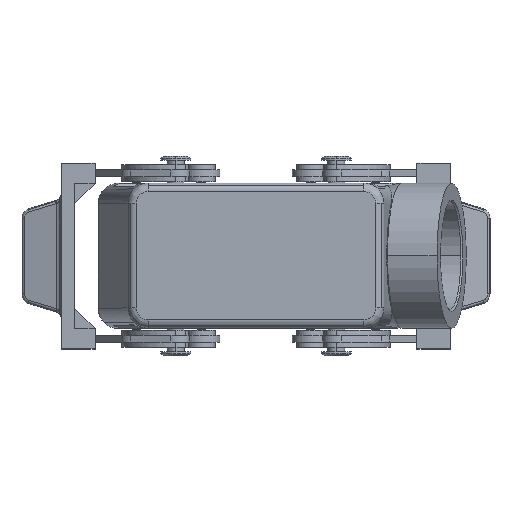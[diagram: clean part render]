
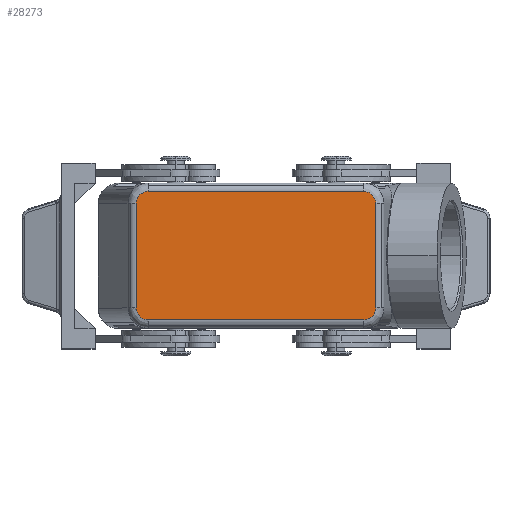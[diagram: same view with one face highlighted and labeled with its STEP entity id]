
A CAD part, top view. The second image highlights one B-rep face of the part: STEP entity #28273.
In plain terms, the highlighted planar face has unit normal (0, 0, 1).
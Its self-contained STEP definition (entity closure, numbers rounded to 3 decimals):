
#1744=CARTESIAN_POINT('',(-35.448,-15.5,76.0));
#1745=VERTEX_POINT('',#1744);
#1753=CARTESIAN_POINT('',(-35.448,15.5,76.0));
#1754=VERTEX_POINT('',#1753);
#1755=CARTESIAN_POINT('',(-35.448,-15.5,76.0));
#1756=DIRECTION('',(0.0,1.0,0.0));
#1757=VECTOR('',#1756,31.);
#1758=LINE('',#1755,#1757);
#1759=EDGE_CURVE('',#1745,#1754,#1758,.T.);
#28136=CARTESIAN_POINT('',(31.88,19.0,76.0));
#28137=VERTEX_POINT('',#28136);
#28145=CARTESIAN_POINT('',(35.448,15.5,76.0));
#28146=VERTEX_POINT('',#28145);
#28147=CARTESIAN_POINT('',(31.88,15.5,76.0));
#28148=DIRECTION('',(0.0,0.0,-1.0));
#28149=DIRECTION('',(1.0,0.0,0.0));
#28150=AXIS2_PLACEMENT_3D('',#28147,#28148,#28149);
#28151=ELLIPSE('',#28150,3.569,3.5);
#28152=EDGE_CURVE('',#28137,#28146,#28151,.T.);
#28206=CARTESIAN_POINT('',(35.448,-15.5,76.0));
#28207=VERTEX_POINT('',#28206);
#28208=CARTESIAN_POINT('',(35.448,15.5,76.0));
#28209=DIRECTION('',(0.0,-1.0,0.0));
#28210=VECTOR('',#28209,31.);
#28211=LINE('',#28208,#28210);
#28212=EDGE_CURVE('',#28146,#28207,#28211,.T.);
#28224=CARTESIAN_POINT('',(37.5,0.0,76.0));
#28225=DIRECTION('',(0.0,0.0,1.0));
#28226=DIRECTION('',(1.0,0.0,0.0));
#28227=AXIS2_PLACEMENT_3D('',#28224,#28225,#28226);
#28228=PLANE('',#28227);
#28229=ORIENTED_EDGE('',*,*,#28152,.F.);
#28230=CARTESIAN_POINT('',(-31.88,19.0,76.0));
#28231=VERTEX_POINT('',#28230);
#28232=CARTESIAN_POINT('',(-31.88,19.0,76.0));
#28233=DIRECTION('',(1.0,0.0,0.0));
#28234=VECTOR('',#28233,63.76);
#28235=LINE('',#28232,#28234);
#28236=EDGE_CURVE('',#28231,#28137,#28235,.T.);
#28237=ORIENTED_EDGE('',*,*,#28236,.F.);
#28238=CARTESIAN_POINT('',(-31.88,15.5,76.0));
#28239=DIRECTION('',(0.0,0.0,-1.0));
#28240=DIRECTION('',(-1.0,0.0,0.0));
#28241=AXIS2_PLACEMENT_3D('',#28238,#28239,#28240);
#28242=ELLIPSE('',#28241,3.569,3.5);
#28243=EDGE_CURVE('',#1754,#28231,#28242,.T.);
#28244=ORIENTED_EDGE('',*,*,#28243,.F.);
#28245=ORIENTED_EDGE('',*,*,#1759,.F.);
#28246=CARTESIAN_POINT('',(-31.88,-19.0,76.0));
#28247=VERTEX_POINT('',#28246);
#28248=CARTESIAN_POINT('',(-31.88,-15.5,76.0));
#28249=DIRECTION('',(0.0,0.0,-1.0));
#28250=DIRECTION('',(-1.0,0.0,0.0));
#28251=AXIS2_PLACEMENT_3D('',#28248,#28249,#28250);
#28252=ELLIPSE('',#28251,3.569,3.5);
#28253=EDGE_CURVE('',#28247,#1745,#28252,.T.);
#28254=ORIENTED_EDGE('',*,*,#28253,.F.);
#28255=CARTESIAN_POINT('',(31.88,-19.0,76.0));
#28256=VERTEX_POINT('',#28255);
#28257=CARTESIAN_POINT('',(31.88,-19.0,76.0));
#28258=DIRECTION('',(-1.0,0.0,0.0));
#28259=VECTOR('',#28258,63.76);
#28260=LINE('',#28257,#28259);
#28261=EDGE_CURVE('',#28256,#28247,#28260,.T.);
#28262=ORIENTED_EDGE('',*,*,#28261,.F.);
#28263=CARTESIAN_POINT('',(31.88,-15.5,76.0));
#28264=DIRECTION('',(0.0,0.0,-1.0));
#28265=DIRECTION('',(1.0,0.0,0.0));
#28266=AXIS2_PLACEMENT_3D('',#28263,#28264,#28265);
#28267=ELLIPSE('',#28266,3.569,3.5);
#28268=EDGE_CURVE('',#28207,#28256,#28267,.T.);
#28269=ORIENTED_EDGE('',*,*,#28268,.F.);
#28270=ORIENTED_EDGE('',*,*,#28212,.F.);
#28271=EDGE_LOOP('',(#28229,#28237,#28244,#28245,#28254,#28262,#28269,#28270));
#28272=FACE_OUTER_BOUND('',#28271,.T.);
#28273=ADVANCED_FACE('',(#28272),#28228,.T.);
